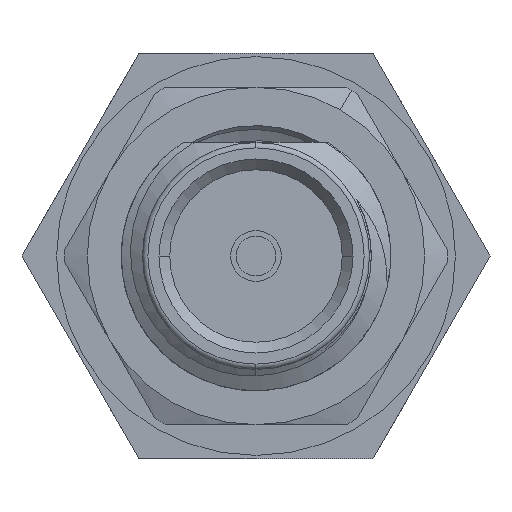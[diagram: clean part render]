
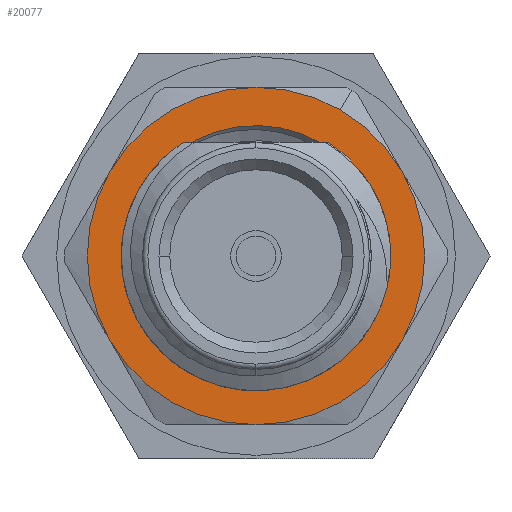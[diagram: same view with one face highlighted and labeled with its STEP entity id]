
A CAD part, left-side view. The second image highlights one B-rep face of the part: STEP entity #20077.
In plain terms, the highlighted planar face has unit normal (-1, 0, 0).
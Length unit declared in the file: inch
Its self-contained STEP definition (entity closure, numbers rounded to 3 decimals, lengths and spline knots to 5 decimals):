
#483 = CARTESIAN_POINT ( 'NONE',  ( 0.21, 0., 0. ) ) ;
#1286 = EDGE_LOOP ( 'NONE', ( #10385, #13296, #18271, #3114, #1600 ) ) ;
#1390 = DIRECTION ( 'NONE',  ( 1., 0., 0. ) ) ;
#1411 = DIRECTION ( 'NONE',  ( 1., 0., 0. ) ) ;
#1543 = ORIENTED_EDGE ( 'NONE', *, *, #14547, .T. ) ;
#1559 = CARTESIAN_POINT ( 'NONE',  ( 0.21, 0., 0. ) ) ;
#1600 = ORIENTED_EDGE ( 'NONE', *, *, #17898, .T. ) ;
#1709 = EDGE_CURVE ( 'NONE', #7514, #5081, #20621, .T. ) ;
#1818 = DIRECTION ( 'NONE',  ( 0., -0.5, 0.866 ) ) ;
#1981 = CARTESIAN_POINT ( 'NONE',  ( 0.21, 0., -0.1565 ) ) ;
#3114 = ORIENTED_EDGE ( 'NONE', *, *, #18893, .T. ) ;
#3385 = CARTESIAN_POINT ( 'NONE',  ( 0.21, 0.00039, -0.12102 ) ) ;
#4293 = B_SPLINE_CURVE_WITH_KNOTS ( 'NONE', 3,
 ( #22177, #21911, #13826, #7751, #6083, #21826 ),
 .UNSPECIFIED., .F., .F.,
 ( 4, 2, 4 ),
 ( 0.00134, 0.00215, 0.00296 ),
 .UNSPECIFIED. ) ;
#4445 = DIRECTION ( 'NONE',  ( 0., 0.5, -0.866 ) ) ;
#4633 = ORIENTED_EDGE ( 'NONE', *, *, #23996, .T. ) ;
#4717 = CIRCLE ( 'NONE', #6673, 0.1565 ) ;
#4720 = CIRCLE ( 'NONE', #17282, 0.12102 ) ;
#4744 = PLANE ( 'NONE',  #11965 ) ;
#5081 = VERTEX_POINT ( 'NONE', #24443 ) ;
#5171 = CIRCLE ( 'NONE', #23273, 0.1565 ) ;
#5372 = AXIS2_PLACEMENT_3D ( 'NONE', #20455, #8396, #4445 ) ;
#5739 = VERTEX_POINT ( 'NONE', #21131 ) ;
#6083 = CARTESIAN_POINT ( 'NONE',  ( 0.21, 0.05287, -0.11312 ) ) ;
#6648 = CARTESIAN_POINT ( 'NONE',  ( 0.21, 0.11671, 0.032 ) ) ;
#6673 = AXIS2_PLACEMENT_3D ( 'NONE', #21665, #9275, #21489 ) ;
#6714 = VERTEX_POINT ( 'NONE', #15166 ) ;
#6756 = CARTESIAN_POINT ( 'NONE',  ( 0.21, -0.07825, 0.13553 ) ) ;
#7013 = VERTEX_POINT ( 'NONE', #1981 ) ;
#7150 = VERTEX_POINT ( 'NONE', #12395 ) ;
#7416 = CARTESIAN_POINT ( 'NONE',  ( 0.21, 0., 0. ) ) ;
#7434 = CARTESIAN_POINT ( 'NONE',  ( 0.21, 0.11671, 0.032 ) ) ;
#7514 = VERTEX_POINT ( 'NONE', #15112 ) ;
#7751 = CARTESIAN_POINT ( 'NONE',  ( 0.21, 0.04279, -0.11663 ) ) ;
#7924 = VERTEX_POINT ( 'NONE', #7434 ) ;
#7945 = AXIS2_PLACEMENT_3D ( 'NONE', #8339, #20142, #24438 ) ;
#8111 = EDGE_CURVE ( 'NONE', #7924, #7150, #4720, .T. ) ;
#8302 = AXIS2_PLACEMENT_3D ( 'NONE', #10325, #24401, #18164 ) ;
#8324 = CIRCLE ( 'NONE', #7945, 0.1565 ) ;
#8339 = CARTESIAN_POINT ( 'NONE',  ( 0.21, 0., 0. ) ) ;
#8349 = CIRCLE ( 'NONE', #19903, 0.1565 ) ;
#8396 = DIRECTION ( 'NONE',  ( 1., 0., 0. ) ) ;
#8449 = CIRCLE ( 'NONE', #23882, 0.1565 ) ;
#8545 = CARTESIAN_POINT ( 'NONE',  ( 0.21, 0.0625, -0.10825 ) ) ;
#8779 = DIRECTION ( 'NONE',  ( 0., -0.5, 0.866 ) ) ;
#9052 = ORIENTED_EDGE ( 'NONE', *, *, #10347, .T. ) ;
#9250 = EDGE_LOOP ( 'NONE', ( #12394, #21096, #11572, #9052, #1543, #4633, #12663 ) ) ;
#9275 = DIRECTION ( 'NONE',  ( -1., 0., 0. ) ) ;
#9864 = DIRECTION ( 'NONE',  ( 1., 0., 0. ) ) ;
#10148 = CARTESIAN_POINT ( 'NONE',  ( 0.21, -0.13553, 0.07825 ) ) ;
#10325 = CARTESIAN_POINT ( 'NONE',  ( 0.21, 0., 0. ) ) ;
#10347 = EDGE_CURVE ( 'NONE', #5081, #6714, #4717, .T. ) ;
#10385 = ORIENTED_EDGE ( 'NONE', *, *, #25720, .T. ) ;
#11177 = EDGE_CURVE ( 'NONE', #21598, #15184, #22030, .T. ) ;
#11572 = ORIENTED_EDGE ( 'NONE', *, *, #1709, .T. ) ;
#11965 = AXIS2_PLACEMENT_3D ( 'NONE', #12844, #19246, #23458 ) ;
#12102 = CIRCLE ( 'NONE', #21076, 0.125 ) ;
#12222 = B_SPLINE_CURVE_WITH_KNOTS ( 'NONE', 3,
 ( #22665, #20802, #22835, #14674, #24877, #12911, #18711, #6648 ),
 .UNSPECIFIED., .F., .F.,
 ( 4, 2, 2, 4 ),
 ( 0., 0.00084, 0.00126, 0.00168 ),
 .UNSPECIFIED. ) ;
#12394 = ORIENTED_EDGE ( 'NONE', *, *, #11177, .T. ) ;
#12395 = CARTESIAN_POINT ( 'NONE',  ( 0.21, -0.06051, 0.1048 ) ) ;
#12663 = ORIENTED_EDGE ( 'NONE', *, *, #22361, .F. ) ;
#12844 = CARTESIAN_POINT ( 'NONE',  ( 0.21, 0., 0. ) ) ;
#12911 = CARTESIAN_POINT ( 'NONE',  ( 0.21, 0.11993, 0.02148 ) ) ;
#12923 = DIRECTION ( 'NONE',  ( -1., 0., 0. ) ) ;
#13296 = ORIENTED_EDGE ( 'NONE', *, *, #21935, .T. ) ;
#13826 = CARTESIAN_POINT ( 'NONE',  ( 0.21, 0.02174, -0.12095 ) ) ;
#14547 = EDGE_CURVE ( 'NONE', #6714, #7013, #8449, .T. ) ;
#14674 = CARTESIAN_POINT ( 'NONE',  ( 0.21, 0.12273, 0.00503 ) ) ;
#15112 = CARTESIAN_POINT ( 'NONE',  ( 0.21, 0., 0.1565 ) ) ;
#15166 = CARTESIAN_POINT ( 'NONE',  ( 0.21, 0.13553, -0.07825 ) ) ;
#15184 = VERTEX_POINT ( 'NONE', #6756 ) ;
#15959 = FACE_OUTER_BOUND ( 'NONE', #9250, .T. ) ;
#16870 = CARTESIAN_POINT ( 'NONE',  ( 0.21, -0.13553, -0.07825 ) ) ;
#16875 = DIRECTION ( 'NONE',  ( 0., -0.5, 0.866 ) ) ;
#17256 = DIRECTION ( 'NONE',  ( 0., -0.5, 0.866 ) ) ;
#17282 = AXIS2_PLACEMENT_3D ( 'NONE', #7416, #1411, #21484 ) ;
#17470 = AXIS2_PLACEMENT_3D ( 'NONE', #18557, #18646, #18807 ) ;
#17898 = EDGE_CURVE ( 'NONE', #24957, #25096, #4293, .T. ) ;
#18164 = DIRECTION ( 'NONE',  ( 0., -0.5, 0.866 ) ) ;
#18271 = ORIENTED_EDGE ( 'NONE', *, *, #8111, .T. ) ;
#18557 = CARTESIAN_POINT ( 'NONE',  ( 0.21, 0., 0. ) ) ;
#18646 = DIRECTION ( 'NONE',  ( -1., 0., 0. ) ) ;
#18711 = CARTESIAN_POINT ( 'NONE',  ( 0.21, 0.1185, 0.0268 ) ) ;
#18794 = CIRCLE ( 'NONE', #5372, 0.12102 ) ;
#18807 = DIRECTION ( 'NONE',  ( 0., -0.5, 0.866 ) ) ;
#18893 = EDGE_CURVE ( 'NONE', #7150, #24957, #18794, .T. ) ;
#19246 = DIRECTION ( 'NONE',  ( 1., 0., 0. ) ) ;
#19903 = AXIS2_PLACEMENT_3D ( 'NONE', #21548, #1390, #17256 ) ;
#20077 = ADVANCED_FACE ( 'NONE', ( #15959, #21581 ), #4744, .F. ) ;
#20142 = DIRECTION ( 'NONE',  ( -1., 0., 0. ) ) ;
#20455 = CARTESIAN_POINT ( 'NONE',  ( 0.21, 0., 0. ) ) ;
#20621 = CIRCLE ( 'NONE', #8302, 0.1565 ) ;
#20802 = CARTESIAN_POINT ( 'NONE',  ( 0.21, 0.12276, -0.02252 ) ) ;
#20902 = DIRECTION ( 'NONE',  ( -1., 0., 0. ) ) ;
#21076 = AXIS2_PLACEMENT_3D ( 'NONE', #1559, #9864, #1818 ) ;
#21096 = ORIENTED_EDGE ( 'NONE', *, *, #24942, .T. ) ;
#21131 = CARTESIAN_POINT ( 'NONE',  ( 0.21, 0.12044, -0.03345 ) ) ;
#21484 = DIRECTION ( 'NONE',  ( 0., 0.5, -0.866 ) ) ;
#21489 = DIRECTION ( 'NONE',  ( 0., -0.5, 0.866 ) ) ;
#21548 = CARTESIAN_POINT ( 'NONE',  ( 0.21, 0., 0. ) ) ;
#21581 = FACE_BOUND ( 'NONE', #1286, .T. ) ;
#21598 = VERTEX_POINT ( 'NONE', #10148 ) ;
#21665 = CARTESIAN_POINT ( 'NONE',  ( 0.21, 0., 0. ) ) ;
#21826 = CARTESIAN_POINT ( 'NONE',  ( 0.21, 0.0625, -0.10825 ) ) ;
#21911 = CARTESIAN_POINT ( 'NONE',  ( 0.21, 0.01103, -0.12169 ) ) ;
#21935 = EDGE_CURVE ( 'NONE', #5739, #7924, #12222, .T. ) ;
#22030 = CIRCLE ( 'NONE', #17470, 0.1565 ) ;
#22177 = CARTESIAN_POINT ( 'NONE',  ( 0.21, 0.00039, -0.12102 ) ) ;
#22361 = EDGE_CURVE ( 'NONE', #21598, #24214, #8349, .T. ) ;
#22665 = CARTESIAN_POINT ( 'NONE',  ( 0.21, 0.12044, -0.03345 ) ) ;
#22835 = CARTESIAN_POINT ( 'NONE',  ( 0.21, 0.1236, -0.01154 ) ) ;
#22929 = CARTESIAN_POINT ( 'NONE',  ( 0.21, 0., 0. ) ) ;
#23273 = AXIS2_PLACEMENT_3D ( 'NONE', #483, #20902, #8779 ) ;
#23458 = DIRECTION ( 'NONE',  ( 0., -0.5, 0.866 ) ) ;
#23882 = AXIS2_PLACEMENT_3D ( 'NONE', #22929, #12923, #16875 ) ;
#23996 = EDGE_CURVE ( 'NONE', #7013, #24214, #8324, .T. ) ;
#24214 = VERTEX_POINT ( 'NONE', #16870 ) ;
#24401 = DIRECTION ( 'NONE',  ( -1., 0., 0. ) ) ;
#24438 = DIRECTION ( 'NONE',  ( 0., -0.5, 0.866 ) ) ;
#24443 = CARTESIAN_POINT ( 'NONE',  ( 0.21, 0.13553, 0.07825 ) ) ;
#24877 = CARTESIAN_POINT ( 'NONE',  ( 0.21, 0.12205, 0.01061 ) ) ;
#24942 = EDGE_CURVE ( 'NONE', #15184, #7514, #5171, .T. ) ;
#24957 = VERTEX_POINT ( 'NONE', #3385 ) ;
#25096 = VERTEX_POINT ( 'NONE', #8545 ) ;
#25720 = EDGE_CURVE ( 'NONE', #25096, #5739, #12102, .T. ) ;
